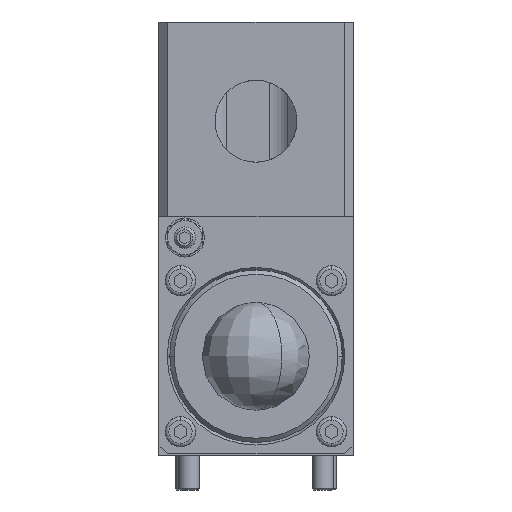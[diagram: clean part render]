
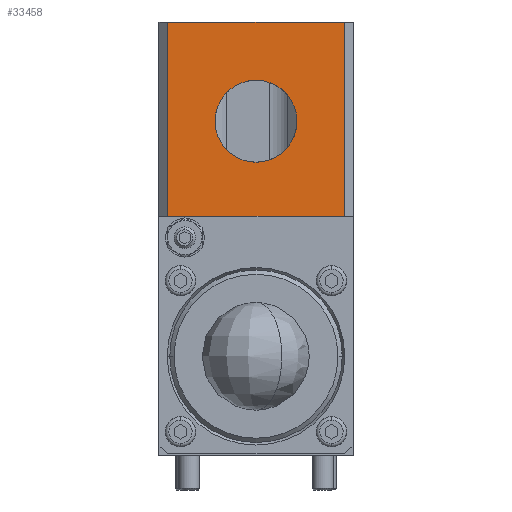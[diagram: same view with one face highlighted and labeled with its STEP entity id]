
A CAD part, front view. The second image highlights one B-rep face of the part: STEP entity #33458.
In plain terms, the highlighted planar face has unit normal (0, -1, 0).
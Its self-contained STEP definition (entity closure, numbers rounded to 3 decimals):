
#24 = EDGE_CURVE ( 'NONE', #31758, #32091, #40997, .T. ) ;
#139 = EDGE_CURVE ( 'NONE', #32285, #31816, #41136, .T. ) ;
#171 = EDGE_CURVE ( 'NONE', #31758, #32285, #41174, .T. ) ;
#2437 = CARTESIAN_POINT ( 'NONE',  ( -20.956, -96.852, 55.5 ) ) ;
#3024 = AXIS2_PLACEMENT_3D ( 'NONE', #27023, #27024, #27025 ) ;
#3083 = AXIS2_PLACEMENT_3D ( 'NONE', #38555, #38556, #38557 ) ;
#3663 = CARTESIAN_POINT ( 'NONE',  ( -9.956, -96.852, 77.5 ) ) ;
#7413 = PLANE ( 'NONE',  #12053 ) ;
#7419 = CARTESIAN_POINT ( 'NONE',  ( 22.044, -96.852, 100.5 ) ) ;
#7420 = DIRECTION ( 'NONE',  ( 0., 1., 0. ) ) ;
#7421 = DIRECTION ( 'NONE',  ( -1., 0., 0. ) ) ;
#12053 = AXIS2_PLACEMENT_3D ( 'NONE', #7419, #7420, #7421 ) ;
#13558 = FACE_BOUND ( 'NONE', #40730, .T. ) ;
#13560 = FACE_OUTER_BOUND ( 'NONE', #40728, .T. ) ;
#20174 = DIRECTION ( 'NONE',  ( -1., 0., 0. ) ) ;
#20175 = CARTESIAN_POINT ( 'NONE',  ( 22.044, -96.852, 55.5 ) ) ;
#20288 = DIRECTION ( 'NONE',  ( 0., 0., 1. ) ) ;
#20289 = CARTESIAN_POINT ( 'NONE',  ( -20.956, -96.852, 109.5 ) ) ;
#20392 = CARTESIAN_POINT ( 'NONE',  ( 9.044, -96.852, 77.5 ) ) ;
#20496 = CARTESIAN_POINT ( 'NONE',  ( 20.044, -96.852, 55.5 ) ) ;
#20715 = CARTESIAN_POINT ( 'NONE',  ( -20.956, -96.852, 100.5 ) ) ;
#20743 = CARTESIAN_POINT ( 'NONE',  ( 20.044, -96.852, 100.5 ) ) ;
#27023 = CARTESIAN_POINT ( 'NONE',  ( -0.456, -96.852, 77.5 ) ) ;
#27024 = DIRECTION ( 'NONE',  ( 0., -1., 0. ) ) ;
#27025 = DIRECTION ( 'NONE',  ( 1., 0., 0. ) ) ;
#30662 = ORIENTED_EDGE ( 'NONE', *, *, #171, .F. ) ;
#30678 = ORIENTED_EDGE ( 'NONE', *, *, #44625, .F. ) ;
#31175 = ORIENTED_EDGE ( 'NONE', *, *, #24, .T. ) ;
#31229 = ORIENTED_EDGE ( 'NONE', *, *, #44361, .F. ) ;
#31443 = ORIENTED_EDGE ( 'NONE', *, *, #44935, .T. ) ;
#31611 = ORIENTED_EDGE ( 'NONE', *, *, #139, .F. ) ;
#31758 = VERTEX_POINT ( 'NONE', #20496 ) ;
#31816 = VERTEX_POINT ( 'NONE', #20715 ) ;
#31976 = VERTEX_POINT ( 'NONE', #20392 ) ;
#32091 = VERTEX_POINT ( 'NONE', #20743 ) ;
#32285 = VERTEX_POINT ( 'NONE', #2437 ) ;
#32726 = VERTEX_POINT ( 'NONE', #3663 ) ;
#33458 = ADVANCED_FACE ( 'NONE', ( #13558, #13560 ), #7413, .F. ) ;
#37407 = CARTESIAN_POINT ( 'NONE',  ( 20.044, -96.852, 109.5 ) ) ;
#37409 = DIRECTION ( 'NONE',  ( 0., 0., 1. ) ) ;
#37592 = DIRECTION ( 'NONE',  ( -1., 0., 0. ) ) ;
#37603 = CARTESIAN_POINT ( 'NONE',  ( 20.044, -96.852, 100.5 ) ) ;
#38555 = CARTESIAN_POINT ( 'NONE',  ( -0.456, -96.852, 77.5 ) ) ;
#38556 = DIRECTION ( 'NONE',  ( 0., -1., 0. ) ) ;
#38557 = DIRECTION ( 'NONE',  ( 1., 0., 0. ) ) ;
#39725 = LINE ( 'NONE', #37603, #39728 ) ;
#39728 = VECTOR ( 'NONE', #37592, 1000. ) ;
#40728 = EDGE_LOOP ( 'NONE', ( #31443, #31611, #30662, #31175 ) ) ;
#40730 = EDGE_LOOP ( 'NONE', ( #31229, #30678 ) ) ;
#40997 = LINE ( 'NONE', #37407, #41000 ) ;
#41000 = VECTOR ( 'NONE', #37409, 1000. ) ;
#41136 = LINE ( 'NONE', #20289, #41137 ) ;
#41137 = VECTOR ( 'NONE', #20288, 1000. ) ;
#41174 = LINE ( 'NONE', #20175, #41177 ) ;
#41177 = VECTOR ( 'NONE', #20174, 1000. ) ;
#43712 = CIRCLE ( 'NONE', #3024, 9.5 ) ;
#43915 = CIRCLE ( 'NONE', #3083, 9.5 ) ;
#44361 = EDGE_CURVE ( 'NONE', #31976, #32726, #43712, .T. ) ;
#44625 = EDGE_CURVE ( 'NONE', #32726, #31976, #43915, .T. ) ;
#44935 = EDGE_CURVE ( 'NONE', #32091, #31816, #39725, .T. ) ;
